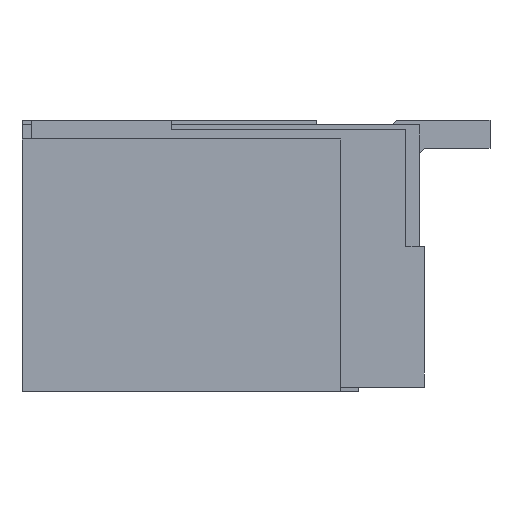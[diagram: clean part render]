
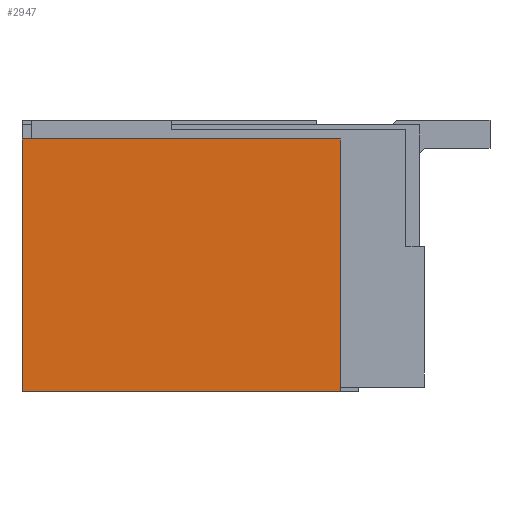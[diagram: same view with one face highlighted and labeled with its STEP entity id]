
A CAD part, left-side view. The second image highlights one B-rep face of the part: STEP entity #2947.
In plain terms, the highlighted planar face has unit normal (-1, 0, 0).
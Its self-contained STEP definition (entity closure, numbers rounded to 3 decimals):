
#811=DIRECTION('',(0.,0.,1.));
#812=VECTOR('',#811,2.7);
#813=CARTESIAN_POINT('',(-2.15,4.25,-0.925));
#814=LINE('',#813,#812);
#1441=DIRECTION('',(0.,0.,1.));
#1442=VECTOR('',#1441,2.7);
#1443=CARTESIAN_POINT('',(-2.15,0.85,-0.925));
#1444=LINE('',#1443,#1442);
#1448=DIRECTION('',(0.,1.,0.));
#1449=VECTOR('',#1448,3.4);
#1450=CARTESIAN_POINT('',(-2.15,0.85,-0.925));
#1451=LINE('',#1450,#1449);
#1455=DIRECTION('',(0.,-1.,0.));
#1456=VECTOR('',#1455,3.4);
#1457=CARTESIAN_POINT('',(-2.15,4.25,1.775));
#1458=LINE('',#1457,#1456);
#1652=CARTESIAN_POINT('',(-2.15,4.25,-0.925));
#1654=VERTEX_POINT('',#1652);
#1681=CARTESIAN_POINT('',(-2.15,0.85,-0.925));
#1682=CARTESIAN_POINT('',(-2.15,0.85,1.775));
#1683=VERTEX_POINT('',#1681);
#1684=VERTEX_POINT('',#1682);
#1685=CARTESIAN_POINT('',(-2.15,4.25,1.775));
#1686=VERTEX_POINT('',#1685);
#2935=CARTESIAN_POINT('',(-2.15,0.,-0.925));
#2936=DIRECTION('',(-1.,0.,0.));
#2937=DIRECTION('',(0.,0.,1.));
#2938=AXIS2_PLACEMENT_3D('',#2935,#2936,#2937);
#2939=PLANE('',#2938);
#2940=ORIENTED_EDGE('',*,*,#2928,.F.);
#2941=ORIENTED_EDGE('',*,*,#2729,.T.);
#2942=ORIENTED_EDGE('',*,*,#2432,.T.);
#2944=ORIENTED_EDGE('',*,*,#2943,.T.);
#2945=EDGE_LOOP('',(#2940,#2941,#2942,#2944));
#2946=FACE_OUTER_BOUND('',#2945,.F.);
#2947=ADVANCED_FACE('',(#2946),#2939,.T.);
#2432=EDGE_CURVE('',#1654,#1686,#814,.T.);
#2729=EDGE_CURVE('',#1683,#1654,#1451,.T.);
#2928=EDGE_CURVE('',#1683,#1684,#1444,.T.);
#2943=EDGE_CURVE('',#1686,#1684,#1458,.T.);
